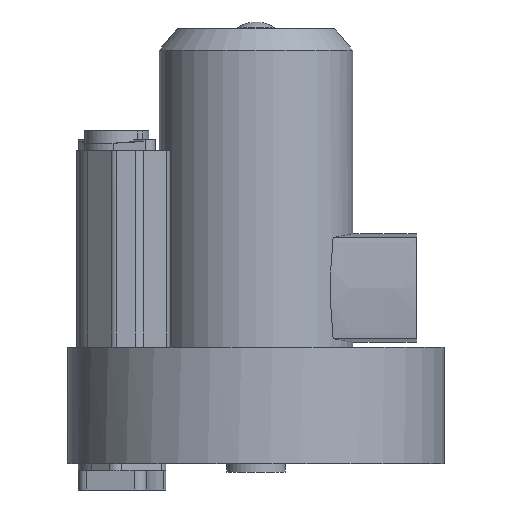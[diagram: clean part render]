
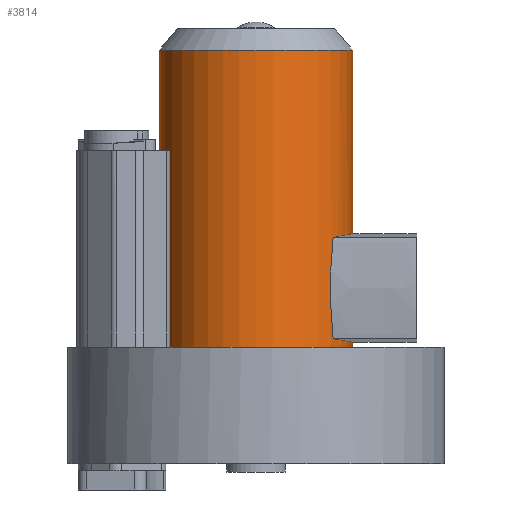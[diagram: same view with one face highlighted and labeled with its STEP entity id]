
A CAD part, front view. The second image highlights one B-rep face of the part: STEP entity #3814.
In plain terms, the highlighted cylindrical face has radius 100 mm (diameter 200 mm), a partial arc.
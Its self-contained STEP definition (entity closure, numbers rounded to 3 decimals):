
#514=CARTESIAN_POINT('',(0.,0.,90.));
#515=DIRECTION('',(0.,0.,1.));
#516=DIRECTION('',(-1.,0.,0.));
#517=AXIS2_PLACEMENT_3D('',#514,#515,#516);
#1189=CARTESIAN_POINT('',(100.,0.,95.093));
#1236=CARTESIAN_POINT('',(100.,0.,206.907));
#1238=DIRECTION('',(0.,0.,1.));
#1239=VECTOR('',#1238,190.293);
#1240=CARTESIAN_POINT('',(100.,0.,206.907));
#1241=LINE('',#1240,#1239);
#1247=DIRECTION('',(0.,0.,1.));
#1248=VECTOR('',#1247,5.093);
#1249=CARTESIAN_POINT('',(100.,0.,90.));
#1250=LINE('',#1249,#1248);
#1255=CARTESIAN_POINT('',(79.781,-60.291,203.444));
#1256=CARTESIAN_POINT('',(79.339,-60.875,199.214));
#1257=CARTESIAN_POINT('',(78.546,-61.899,190.762));
#1258=CARTESIAN_POINT('',(77.657,-63.007,178.145));
#1259=CARTESIAN_POINT('',(77.086,-63.702,165.471));
#1260=CARTESIAN_POINT('',(76.857,-63.977,152.669));
#1261=CARTESIAN_POINT('',(76.992,-63.815,139.665));
#1262=CARTESIAN_POINT('',(77.509,-63.189,126.36));
#1263=CARTESIAN_POINT('',(78.416,-62.065,112.705));
#1264=CARTESIAN_POINT('',(79.285,-60.947,103.317));
#1265=CARTESIAN_POINT('',(79.779,-60.293,98.556));
#1267=CARTESIAN_POINT('',(79.779,-60.293,98.556));
#1268=CARTESIAN_POINT('',(82.286,-56.977,98.196));
#1269=CARTESIAN_POINT('',(86.952,-49.951,97.489));
#1270=CARTESIAN_POINT('',(92.743,-38.162,96.53));
#1271=CARTESIAN_POINT('',(96.934,-25.722,95.775));
#1272=CARTESIAN_POINT('',(99.468,-12.767,95.268));
#1273=CARTESIAN_POINT('',(100.,-4.23,95.121));
#1274=CARTESIAN_POINT('',(100.,0.,95.093));
#1276=DIRECTION('',(0.,0.,1.));
#1277=VECTOR('',#1276,307.2);
#1278=CARTESIAN_POINT('',(-100.,0.,90.));
#1279=LINE('',#1278,#1277);
#1280=CARTESIAN_POINT('',(0.,0.,397.2));
#1281=DIRECTION('',(0.,0.,1.));
#1282=DIRECTION('',(-1.,0.,0.));
#1283=AXIS2_PLACEMENT_3D('',#1280,#1281,#1282);
#1285=CARTESIAN_POINT('',(100.,0.,206.907));
#1286=CARTESIAN_POINT('',(100.,-4.22,206.879));
#1287=CARTESIAN_POINT('',(99.47,-12.745,206.733));
#1288=CARTESIAN_POINT('',(96.936,-25.719,206.225));
#1289=CARTESIAN_POINT('',(92.738,-38.178,205.469));
#1290=CARTESIAN_POINT('',(86.938,-49.975,204.508));
#1291=CARTESIAN_POINT('',(82.279,-56.985,203.803));
#1292=CARTESIAN_POINT('',(79.781,-60.291,203.444));
#2145=CARTESIAN_POINT('',(100.,0.,90.));
#2146=CARTESIAN_POINT('',(-100.,0.,90.));
#2147=VERTEX_POINT('',#2145);
#2148=VERTEX_POINT('',#2146);
#2153=CARTESIAN_POINT('',(-100.,0.,397.2));
#2154=CARTESIAN_POINT('',(100.,0.,397.2));
#2155=VERTEX_POINT('',#2153);
#2156=VERTEX_POINT('',#2154);
#2161=VERTEX_POINT('',#1189);
#2164=VERTEX_POINT('',#1236);
#2165=VERTEX_POINT('',#1255);
#2166=VERTEX_POINT('',#1265);
#3796=CARTESIAN_POINT('',(0.,0.,90.));
#3797=DIRECTION('',(0.,0.,1.));
#3798=DIRECTION('',(1.,0.,0.));
#3799=AXIS2_PLACEMENT_3D('',#3796,#3797,#3798);
#3800=CYLINDRICAL_SURFACE('',#3799,100.);
#3802=ORIENTED_EDGE('',*,*,#3801,.T.);
#3803=ORIENTED_EDGE('',*,*,#3785,.T.);
#3804=ORIENTED_EDGE('',*,*,#3766,.F.);
#3805=ORIENTED_EDGE('',*,*,#2663,.F.);
#3806=ORIENTED_EDGE('',*,*,#3763,.T.);
#3808=ORIENTED_EDGE('',*,*,#3807,.T.);
#3809=ORIENTED_EDGE('',*,*,#3759,.F.);
#3811=ORIENTED_EDGE('',*,*,#3810,.T.);
#3812=EDGE_LOOP('',(#3802,#3803,#3804,#3805,#3806,#3808,#3809,#3811));
#3813=FACE_OUTER_BOUND('',#3812,.F.);
#3814=ADVANCED_FACE('',(#3813),#3800,.T.);
#518=CIRCLE('',#517,100.);
#1266=B_SPLINE_CURVE_WITH_KNOTS('',3,(#1255,#1256,#1257,#1258,#1259,#1260,#1261,
#1262,#1263,#1264,#1265),.UNSPECIFIED.,.F.,.F.,(4,1,1,1,1,1,1,1,4),(0.,
0.125,0.25,0.375,0.5,0.625,0.75,0.875,1.),.UNSPECIFIED.);
#1275=B_SPLINE_CURVE_WITH_KNOTS('',3,(#1267,#1268,#1269,#1270,#1271,#1272,#1273,
#1274),.UNSPECIFIED.,.F.,.F.,(4,1,1,1,1,4),(0.,0.2,0.4,0.6,0.8,1.),
.UNSPECIFIED.);
#1284=CIRCLE('',#1283,100.);
#1293=B_SPLINE_CURVE_WITH_KNOTS('',3,(#1285,#1286,#1287,#1288,#1289,#1290,#1291,
#1292),.UNSPECIFIED.,.F.,.F.,(4,1,1,1,1,4),(0.,0.2,0.4,0.6,0.8,1.),
.UNSPECIFIED.);
#2663=EDGE_CURVE('',#2148,#2147,#518,.T.);
#3759=EDGE_CURVE('',#2164,#2156,#1241,.T.);
#3763=EDGE_CURVE('',#2148,#2155,#1279,.T.);
#3766=EDGE_CURVE('',#2147,#2161,#1250,.T.);
#3785=EDGE_CURVE('',#2166,#2161,#1275,.T.);
#3801=EDGE_CURVE('',#2165,#2166,#1266,.T.);
#3807=EDGE_CURVE('',#2155,#2156,#1284,.T.);
#3810=EDGE_CURVE('',#2164,#2165,#1293,.T.);
